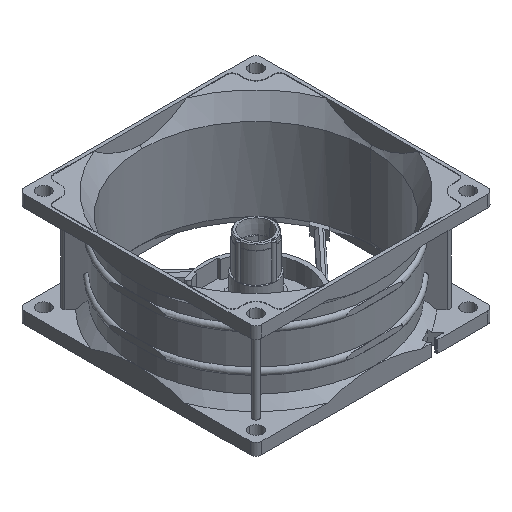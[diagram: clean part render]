
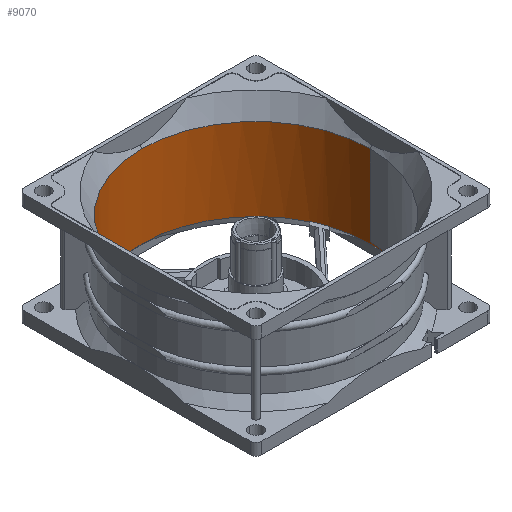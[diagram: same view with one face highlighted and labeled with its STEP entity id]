
A CAD part, isometric view. The second image highlights one B-rep face of the part: STEP entity #9070.
In plain terms, the highlighted cylindrical face has radius 38.5 mm (diameter 77 mm), a partial arc.
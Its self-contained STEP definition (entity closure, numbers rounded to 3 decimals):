
#2485=CARTESIAN_POINT('',(0.,0.,-34.6));
#2486=DIRECTION('',(0.,0.,-1.));
#2487=DIRECTION('',(0.902,0.432,0.));
#2488=AXIS2_PLACEMENT_3D('',#2485,#2486,#2487);
#2623=CARTESIAN_POINT('',(0.,0.,-34.6));
#2624=DIRECTION('',(0.,0.,-1.));
#2625=DIRECTION('',(-0.431,0.902,0.));
#2626=AXIS2_PLACEMENT_3D('',#2623,#2624,#2625);
#2761=CARTESIAN_POINT('',(0.,0.,-7.));
#2762=DIRECTION('',(0.,0.,-1.));
#2763=DIRECTION('',(-1.,0.,0.));
#2764=AXIS2_PLACEMENT_3D('',#2761,#2762,#2763);
#2766=CARTESIAN_POINT('',(0.,0.,-7.));
#2767=DIRECTION('',(0.,0.,-1.));
#2768=DIRECTION('',(0.,1.,0.));
#2769=AXIS2_PLACEMENT_3D('',#2766,#2767,#2768);
#2771=DIRECTION('',(0.,0.,-1.));
#2772=VECTOR('',#2771,27.1);
#2773=CARTESIAN_POINT('',(38.5,-0.005,
-7.));
#2774=LINE('',#2773,#2772);
#2775=DIRECTION('',(0.,0.,-1.));
#2776=VECTOR('',#2775,0.1);
#2777=CARTESIAN_POINT('',(20.692,-32.467,-34.6));
#2778=LINE('',#2777,#2776);
#2779=CARTESIAN_POINT('',(0.,0.,-34.7));
#2780=DIRECTION('',(0.,0.,1.));
#2781=DIRECTION('',(0.537,-0.843,0.));
#2782=AXIS2_PLACEMENT_3D('',#2779,#2780,#2781);
#2784=DIRECTION('',(0.,0.,1.));
#2785=VECTOR('',#2784,0.1);
#2786=CARTESIAN_POINT('',(36.579,12.008,-34.7));
#2787=LINE('',#2786,#2785);
#2788=DIRECTION('',(0.,0.,-1.));
#2789=VECTOR('',#2788,0.1);
#2790=CARTESIAN_POINT('',(34.726,16.623,-34.6));
#2791=LINE('',#2790,#2789);
#2792=CARTESIAN_POINT('',(0.,0.,-34.7));
#2793=DIRECTION('',(0.,0.,1.));
#2794=DIRECTION('',(0.902,0.432,0.));
#2795=AXIS2_PLACEMENT_3D('',#2792,#2793,#2794);
#2797=DIRECTION('',(0.,0.,1.));
#2798=VECTOR('',#2797,0.1);
#2799=CARTESIAN_POINT('',(-11.983,36.588,
-34.7));
#2800=LINE('',#2799,#2798);
#2801=DIRECTION('',(0.,0.,-1.));
#2802=VECTOR('',#2801,0.1);
#2803=CARTESIAN_POINT('',(-16.598,34.738,-34.6));
#2804=LINE('',#2803,#2802);
#2805=CARTESIAN_POINT('',(0.,0.,-34.7));
#2806=DIRECTION('',(0.,0.,1.));
#2807=DIRECTION('',(-0.431,0.902,0.));
#2808=AXIS2_PLACEMENT_3D('',#2805,#2806,#2807);
#2810=DIRECTION('',(0.,0.,1.));
#2811=VECTOR('',#2810,0.1);
#2812=CARTESIAN_POINT('',(-36.601,-11.943,
-34.7));
#2813=LINE('',#2812,#2811);
#2814=DIRECTION('',(0.,0.,1.));
#2815=VECTOR('',#2814,0.5);
#2816=CARTESIAN_POINT('',(-36.601,-11.943,-34.6));
#2817=LINE('',#2816,#2815);
#2818=DIRECTION('',(0.,0.,1.));
#2819=VECTOR('',#2818,27.1);
#2820=CARTESIAN_POINT('',(-38.5,0.,-34.1));
#2821=LINE('',#2820,#2819);
#3171=CARTESIAN_POINT('',(0.,0.,-34.1));
#3172=DIRECTION('',(0.,0.,1.));
#3173=DIRECTION('',(-1.,0.,0.));
#3174=AXIS2_PLACEMENT_3D('',#3171,#3172,#3173);
#3189=DIRECTION('',(0.,0.,1.));
#3190=VECTOR('',#3189,0.5);
#3191=CARTESIAN_POINT('',(20.692,-32.467,-34.6));
#3192=LINE('',#3191,#3190);
#3193=CARTESIAN_POINT('',(0.,0.,-34.1));
#3194=DIRECTION('',(0.,0.,1.));
#3195=DIRECTION('',(0.537,-0.843,0.));
#3196=AXIS2_PLACEMENT_3D('',#3193,#3194,#3195);
#6241=CARTESIAN_POINT('',(34.726,16.623,-34.6));
#6242=CARTESIAN_POINT('',(36.579,12.008,-34.6));
#6243=VERTEX_POINT('',#6241);
#6244=VERTEX_POINT('',#6242);
#6257=CARTESIAN_POINT('',(20.692,-32.467,-34.6));
#6258=VERTEX_POINT('',#6257);
#6281=CARTESIAN_POINT('',(-36.601,-11.943,-34.6));
#6282=VERTEX_POINT('',#6281);
#6297=CARTESIAN_POINT('',(-16.598,34.738,-34.6));
#6298=VERTEX_POINT('',#6297);
#6299=CARTESIAN_POINT('',(-11.983,36.588,-34.6));
#6300=VERTEX_POINT('',#6299);
#6524=CARTESIAN_POINT('',(20.692,-32.467,-34.1));
#6525=CARTESIAN_POINT('',(38.5,0.,-34.1));
#6526=VERTEX_POINT('',#6524);
#6527=VERTEX_POINT('',#6525);
#6528=CARTESIAN_POINT('',(20.692,-32.467,-34.7));
#6529=VERTEX_POINT('',#6528);
#6530=CARTESIAN_POINT('',(36.579,12.008,-34.7));
#6531=VERTEX_POINT('',#6530);
#6532=CARTESIAN_POINT('',(34.726,16.623,-34.7));
#6533=VERTEX_POINT('',#6532);
#6534=CARTESIAN_POINT('',(-11.983,36.588,
-34.7));
#6535=VERTEX_POINT('',#6534);
#6536=CARTESIAN_POINT('',(-16.598,34.738,-34.7));
#6537=VERTEX_POINT('',#6536);
#6538=CARTESIAN_POINT('',(-36.601,-11.943,
-34.7));
#6539=VERTEX_POINT('',#6538);
#6540=CARTESIAN_POINT('',(-36.601,-11.943,-34.1));
#6541=VERTEX_POINT('',#6540);
#6542=CARTESIAN_POINT('',(-38.5,0.,-34.1));
#6543=VERTEX_POINT('',#6542);
#6842=CARTESIAN_POINT('',(-38.5,0.,-7.));
#6843=CARTESIAN_POINT('',(0.,38.5,
-7.));
#6844=VERTEX_POINT('',#6842);
#6845=VERTEX_POINT('',#6843);
#6846=CARTESIAN_POINT('',(38.5,0.,-7.));
#6847=VERTEX_POINT('',#6846);
#9027=CARTESIAN_POINT('',(0.,0.,-0.2));
#9028=DIRECTION('',(0.,0.,1.));
#9029=DIRECTION('',(1.,0.,0.));
#9030=AXIS2_PLACEMENT_3D('',#9027,#9028,#9029);
#9031=CYLINDRICAL_SURFACE('',#9030,38.5);
#9033=ORIENTED_EDGE('',*,*,#9032,.T.);
#9035=ORIENTED_EDGE('',*,*,#9034,.T.);
#9037=ORIENTED_EDGE('',*,*,#9036,.T.);
#9039=ORIENTED_EDGE('',*,*,#9038,.F.);
#9041=ORIENTED_EDGE('',*,*,#9040,.F.);
#9043=ORIENTED_EDGE('',*,*,#9042,.T.);
#9045=ORIENTED_EDGE('',*,*,#9044,.T.);
#9047=ORIENTED_EDGE('',*,*,#9046,.T.);
#9048=ORIENTED_EDGE('',*,*,#8905,.F.);
#9050=ORIENTED_EDGE('',*,*,#9049,.T.);
#9052=ORIENTED_EDGE('',*,*,#9051,.T.);
#9054=ORIENTED_EDGE('',*,*,#9053,.T.);
#9055=ORIENTED_EDGE('',*,*,#8965,.F.);
#9057=ORIENTED_EDGE('',*,*,#9056,.T.);
#9059=ORIENTED_EDGE('',*,*,#9058,.T.);
#9061=ORIENTED_EDGE('',*,*,#9060,.T.);
#9063=ORIENTED_EDGE('',*,*,#9062,.T.);
#9065=ORIENTED_EDGE('',*,*,#9064,.F.);
#9067=ORIENTED_EDGE('',*,*,#9066,.T.);
#9068=EDGE_LOOP('',(#9033,#9035,#9037,#9039,#9041,#9043,#9045,#9047,#9048,#9050,
#9052,#9054,#9055,#9057,#9059,#9061,#9063,#9065,#9067));
#9069=FACE_OUTER_BOUND('',#9068,.F.);
#9070=ADVANCED_FACE('',(#9069),#9031,.F.);
#2489=CIRCLE('',#2488,38.5);
#2627=CIRCLE('',#2626,38.5);
#2765=CIRCLE('',#2764,38.5);
#2770=CIRCLE('',#2769,38.5);
#2783=CIRCLE('',#2782,38.5);
#2796=CIRCLE('',#2795,38.5);
#2809=CIRCLE('',#2808,38.5);
#3175=CIRCLE('',#3174,38.5);
#3197=CIRCLE('',#3196,38.5);
#8905=EDGE_CURVE('',#6243,#6244,#2489,.T.);
#8965=EDGE_CURVE('',#6298,#6300,#2627,.T.);
#9032=EDGE_CURVE('',#6844,#6845,#2765,.T.);
#9034=EDGE_CURVE('',#6845,#6847,#2770,.T.);
#9036=EDGE_CURVE('',#6847,#6527,#2774,.T.);
#9038=EDGE_CURVE('',#6526,#6527,#3197,.T.);
#9040=EDGE_CURVE('',#6258,#6526,#3192,.T.);
#9042=EDGE_CURVE('',#6258,#6529,#2778,.T.);
#9044=EDGE_CURVE('',#6529,#6531,#2783,.T.);
#9046=EDGE_CURVE('',#6531,#6244,#2787,.T.);
#9049=EDGE_CURVE('',#6243,#6533,#2791,.T.);
#9051=EDGE_CURVE('',#6533,#6535,#2796,.T.);
#9053=EDGE_CURVE('',#6535,#6300,#2800,.T.);
#9056=EDGE_CURVE('',#6298,#6537,#2804,.T.);
#9058=EDGE_CURVE('',#6537,#6539,#2809,.T.);
#9060=EDGE_CURVE('',#6539,#6282,#2813,.T.);
#9062=EDGE_CURVE('',#6282,#6541,#2817,.T.);
#9064=EDGE_CURVE('',#6543,#6541,#3175,.T.);
#9066=EDGE_CURVE('',#6543,#6844,#2821,.T.);
